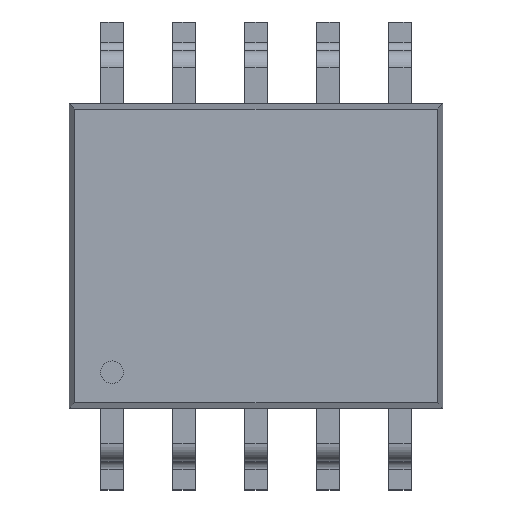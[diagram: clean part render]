
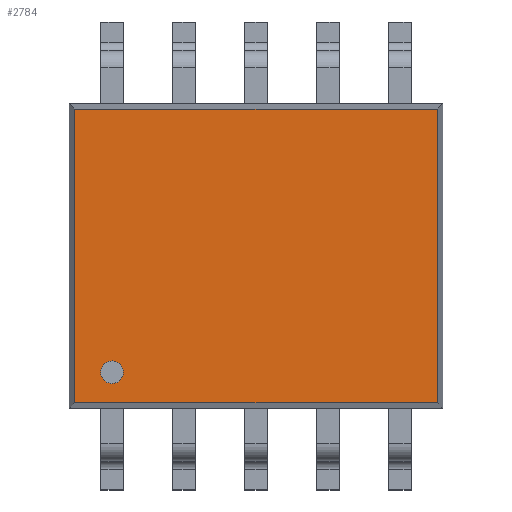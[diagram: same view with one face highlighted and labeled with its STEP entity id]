
A CAD part, top view. The second image highlights one B-rep face of the part: STEP entity #2784.
In plain terms, the highlighted planar face has unit normal (0, 0, 1).
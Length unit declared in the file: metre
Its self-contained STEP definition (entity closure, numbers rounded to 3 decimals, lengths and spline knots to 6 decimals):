
#163=CIRCLE('',#3168,0.0002);
#901=ORIENTED_EDGE('',*,*,#1317,.T.);
#902=ORIENTED_EDGE('',*,*,#1318,.T.);
#903=ORIENTED_EDGE('',*,*,#1319,.T.);
#904=ORIENTED_EDGE('',*,*,#1320,.T.);
#905=ORIENTED_EDGE('',*,*,#1321,.T.);
#1317=EDGE_CURVE('',#1583,#1583,#163,.F.);
#1318=EDGE_CURVE('',#1584,#1585,#1885,.T.);
#1319=EDGE_CURVE('',#1585,#1586,#1886,.T.);
#1320=EDGE_CURVE('',#1586,#1587,#1887,.T.);
#1321=EDGE_CURVE('',#1587,#1584,#1888,.T.);
#1583=VERTEX_POINT('',#4764);
#1584=VERTEX_POINT('',#4766);
#1585=VERTEX_POINT('',#4767);
#1586=VERTEX_POINT('',#4769);
#1587=VERTEX_POINT('',#4771);
#1885=LINE('',#4765,#2193);
#1886=LINE('',#4768,#2194);
#1887=LINE('',#4770,#2195);
#1888=LINE('',#4772,#2196);
#2193=VECTOR('',#3947,1.);
#2194=VECTOR('',#3948,1.);
#2195=VECTOR('',#3949,1.);
#2196=VECTOR('',#3950,1.);
#2353=EDGE_LOOP('',(#901));
#2354=EDGE_LOOP('',(#902,#903,#904,#905));
#2511=FACE_BOUND('',#2353,.T.);
#2512=FACE_BOUND('',#2354,.T.);
#2629=PLANE('',#3167);
#2784=ADVANCED_FACE('',(#2511,#2512),#2629,.T.);
#3167=AXIS2_PLACEMENT_3D('',#4762,#3943,#3944);
#3168=AXIS2_PLACEMENT_3D('',#4763,#3945,#3946);
#3943=DIRECTION('',(0.,0.,1.));
#3944=DIRECTION('',(1.,0.,0.));
#3945=DIRECTION('',(0.,0.,1.));
#3946=DIRECTION('',(1.,0.,0.));
#3947=DIRECTION('',(0.,1.,0.));
#3948=DIRECTION('',(-1.,0.,0.));
#3949=DIRECTION('',(0.,-1.,0.));
#3950=DIRECTION('',(1.,0.,0.));
#4762=CARTESIAN_POINT('',(0.,0.,0.00203));
#4763=CARTESIAN_POINT('',(-0.00254,-0.002055,0.00203));
#4764=CARTESIAN_POINT('',(-0.00234,-0.002055,0.00203));
#4765=CARTESIAN_POINT('',(0.0032,0.,0.00203));
#4766=CARTESIAN_POINT('',(0.0032,-0.00259,0.00203));
#4767=CARTESIAN_POINT('',(0.0032,0.00259,0.00203));
#4768=CARTESIAN_POINT('',(0.,0.00259,0.00203));
#4769=CARTESIAN_POINT('',(-0.0032,0.00259,0.00203));
#4770=CARTESIAN_POINT('',(-0.0032,-0.00269,0.00203));
#4771=CARTESIAN_POINT('',(-0.0032,-0.00259,0.00203));
#4772=CARTESIAN_POINT('',(0.0033,-0.00259,0.00203));
